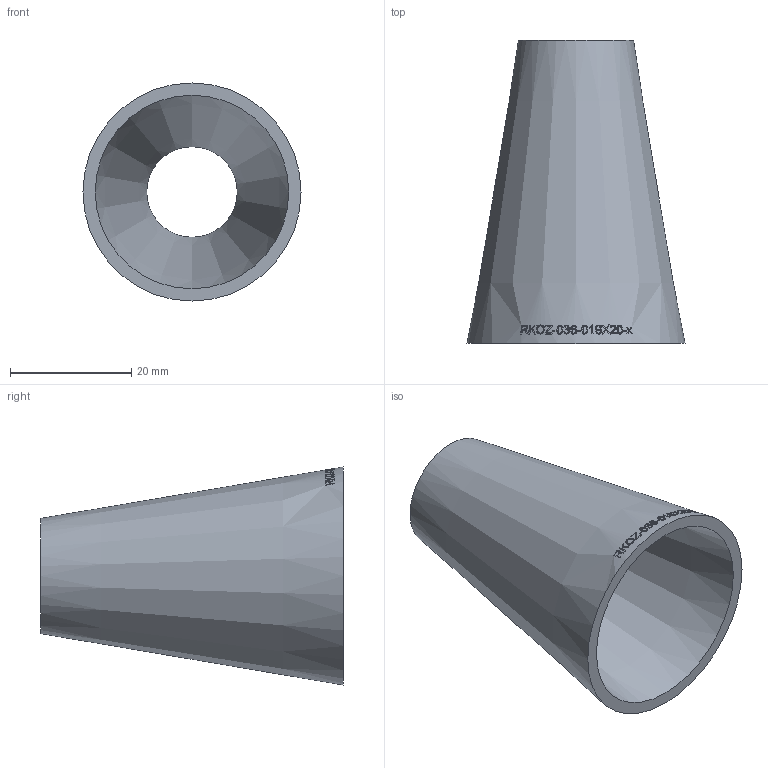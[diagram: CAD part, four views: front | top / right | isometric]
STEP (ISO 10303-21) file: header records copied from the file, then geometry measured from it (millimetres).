
FILE_DESCRIPTION (( 'STEP AP214' ), '1' );
FILE_NAME ('RKOZ-036-019X20-x Reduzierung aus Rohr 2006.STEP', '2020-06-22T07:36:53', ( '' ), ( '' ), 'SwSTEP 2.0', 'SolidWorks 2019', '' );
FILE_SCHEMA (( 'AUTOMOTIVE_DESIGN' ));
Length unit declared in the file: millimetre
Products named in the file (1): RKOZ-036-019X20-x Reduzierung aus Rohr 2006
Bounding box: 36 x 50 x 36 mm (x, y, z)
Volume: 8119.9 mm3; surface area: 8445.9 mm2
Topology: 1 solids, 1 shells, 219 faces, 579 edges, 386 vertices
Faces by surface type: bspline 191, cone 26, plane 2
Entity records: 20722 total; most frequent: CARTESIAN_POINT 14671, ORIENTED_EDGE 1154, EDGE_CURVE 577, B_SPLINE_CURVE_WITH_KNOTS 573, VERTEX_POINT 386, EDGE_LOOP 247, ADVANCED_FACE 219, FACE_OUTER_BOUND 219
